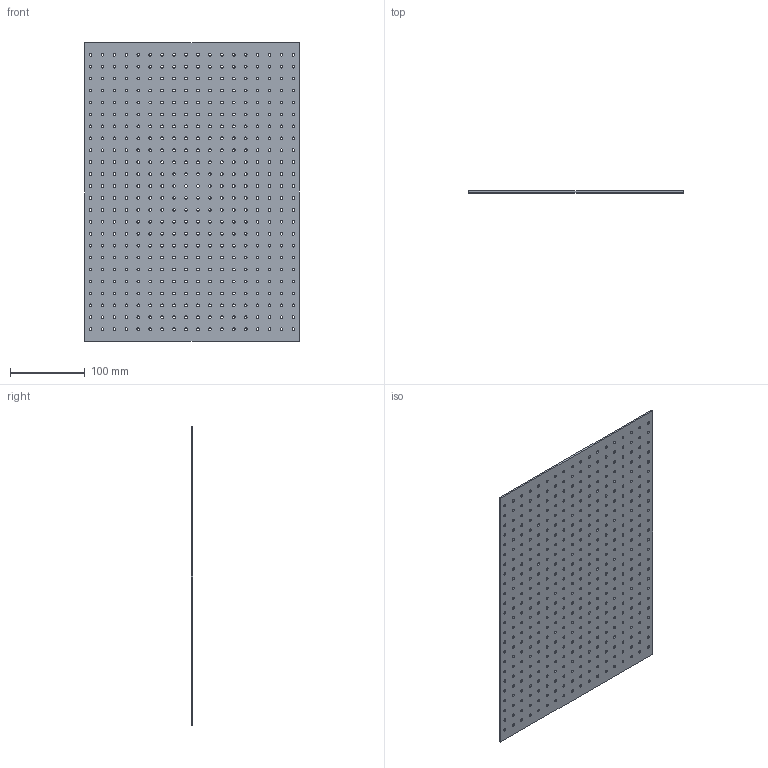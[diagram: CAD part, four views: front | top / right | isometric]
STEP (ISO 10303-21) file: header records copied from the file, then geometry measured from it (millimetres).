
FILE_DESCRIPTION (( 'STEP AP214' ), '1' );
FILE_NAME ('am-3394 Belly Pan for TileRunner.STEP', '2016-09-09T00:43:15', ( '' ), ( '' ), 'SwSTEP 2.0', 'SolidWorks 2014', '' );
FILE_SCHEMA (( 'AUTOMOTIVE_DESIGN' ));
Length unit declared in the file: inch
Products named in the file (1): am-3394 Belly Pan for TileRunner
Bounding box: 288 x 2.29 x 400.05 mm (x, y, z)
Volume: 253003.8 mm3; surface area: 235844.1 mm2
Topology: 1 solids, 1 shells, 870 faces, 2604 edges, 1736 vertices
Faces by surface type: cylinder 864, plane 6
Entity records: 32164 total; most frequent: DIRECTION 6074, CARTESIAN_POINT 5211, ORIENTED_EDGE 5208, EDGE_CURVE 2604, AXIS2_PLACEMENT_3D 2599, VERTEX_POINT 1736, EDGE_LOOP 1734, CIRCLE 1728
